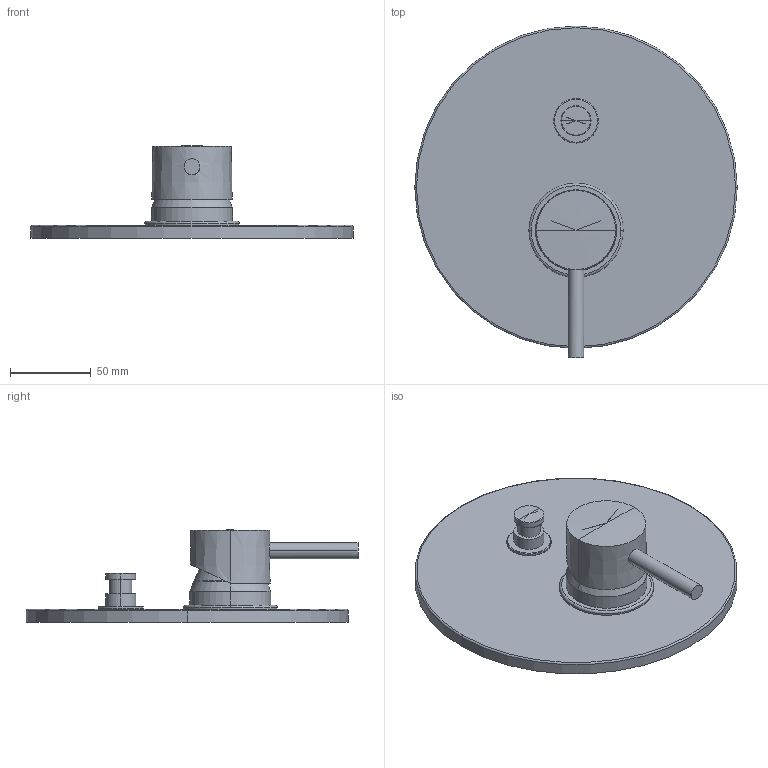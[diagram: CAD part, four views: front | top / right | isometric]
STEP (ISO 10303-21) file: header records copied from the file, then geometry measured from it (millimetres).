
FILE_DESCRIPTION((''),'2;1');
FILE_NAME('SK015CR','2021-01-15T16:21:55',('ut3'),('PAFFONI SpA'),'CREO PARAMETRIC BY PTC INC, 2020044','CREO PARAMETRIC BY PTC INC, 2020044','');
FILE_SCHEMA(('CONFIG_CONTROL_DESIGN','SHAPE_APPEARANCE_LAYERS_GROUPS'));
Length unit declared in the file: millimetre
Products named in the file (1): SK015CR
Bounding box: 200 x 205.97 x 57.3 mm (x, y, z)
Volume: 301116.4 mm3; surface area: 94395 mm2
Topology: 2 solids, 2 shells, 186 faces, 465 edges, 298 vertices
Faces by surface type: plane 96, cylinder 43, cone 27, torus 18, bspline 2
Entity records: 7376 total; most frequent: CARTESIAN_POINT 1514, DIRECTION 965, ORIENTED_EDGE 922, EDGE_CURVE 461, AXIS2_PLACEMENT_3D 361, VERTEX_POINT 298, VECTOR 243, LINE 243
